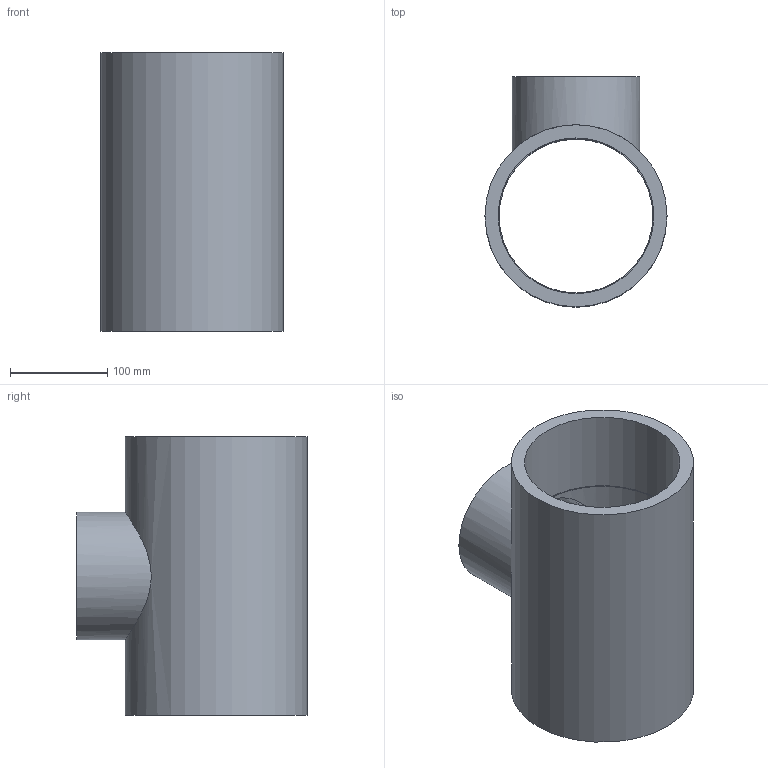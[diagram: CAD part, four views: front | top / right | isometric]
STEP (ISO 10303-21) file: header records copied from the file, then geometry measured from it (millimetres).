
FILE_DESCRIPTION(/* description */ (''),/* implementation_level */ '2;1');
FILE_NAME(/* name */ 'TRIV160110.ipt.stp',/* time_stamp */ '2013-10-01T14:57:01+02:00',/* author */ ('bfaro'),/* organization */ (''),/* preprocessor_version */ 'ST-DEVELOPER v15.2',/* originating_system */ 'Autodesk Inventor 2014',/* authorisation */ '');
FILE_SCHEMA (('AUTOMOTIVE_DESIGN { 1 0 10303 214 3 1 1 }'));
Length unit declared in the file: millimetre
Products named in the file (1): TRIV160110
Bounding box: 187 x 236.5 x 286 mm (x, y, z)
Volume: 2257833.4 mm3; surface area: 358026.7 mm2
Topology: 1 solids, 1 shells, 13 faces, 26 edges, 18 vertices
Faces by surface type: cylinder 7, plane 6
Full cylindrical faces by diameter (mm): 108 x1, 110 x1, 131 x1, 158 x1, 160 x2, 187 x1
Entity records: 427 total; most frequent: CARTESIAN_POINT 172, DIRECTION 52, EDGE_LOOP 28, ORIENTED_EDGE 28, AXIS2_PLACEMENT_3D 26, FACE_BOUND 22, VERTEX_POINT 14, EDGE_CURVE 14
